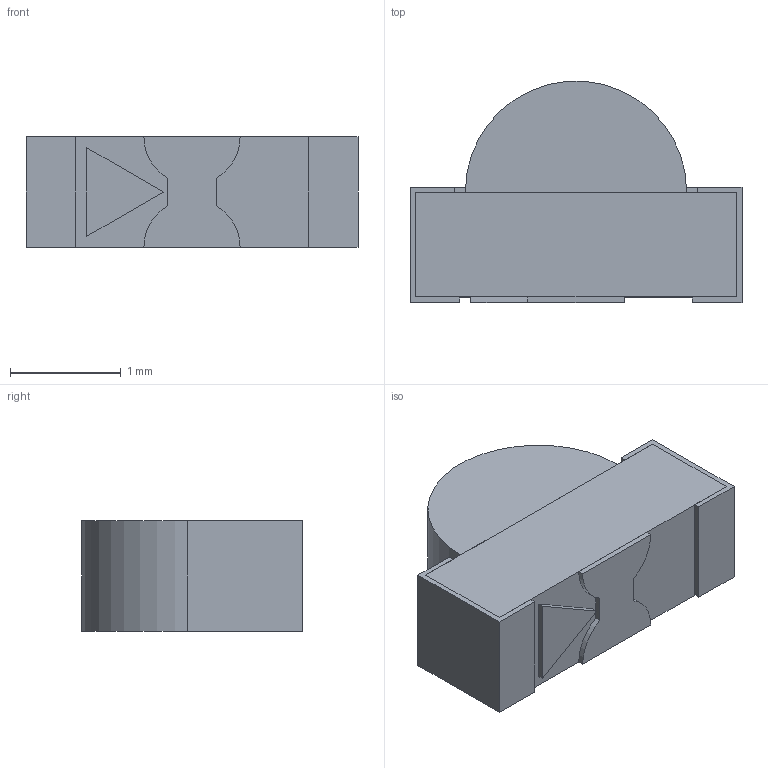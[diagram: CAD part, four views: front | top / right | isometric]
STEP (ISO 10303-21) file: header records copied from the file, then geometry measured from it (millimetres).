
FILE_DESCRIPTION(/* description */ ('Unknown'),/* implementation_level */ '2;1');
FILE_NAME(/* name */ '15412485xxx',/* time_stamp */ '2016-06-29T15:45:22+02:00',/* author */ ('Unknown'),/* organization */ ('Unknown'),/* preprocessor_version */ 'ST-DEVELOPER v16.7',/* originating_system */ 'DEX',/* authorisation */ $);
FILE_SCHEMA (('AUTOMOTIVE_DESIGN {1 0 10303 214 3 1 1}'));
Length unit declared in the file: millimetre
Products named in the file (4): 15412485xxx; contacts; housing; Cap
Assembly tree (3 placements, depth 2):
  15412485xxx
    contacts
    housing
    Cap
Bounding box: 3 x 2 x 1 mm (x, y, z)
Volume: 4.6 mm3; surface area: 32.3 mm2
Topology: 6 solids, 6 shells, 53 faces, 123 edges, 82 vertices
Faces by surface type: plane 48, cylinder 5
Entity records: 1607 total; most frequent: CARTESIAN_POINT 262, DIRECTION 247, ORIENTED_EDGE 246, EDGE_CURVE 123, LINE 113, VECTOR 113, VERTEX_POINT 82, AXIS2_PLACEMENT_3D 67
